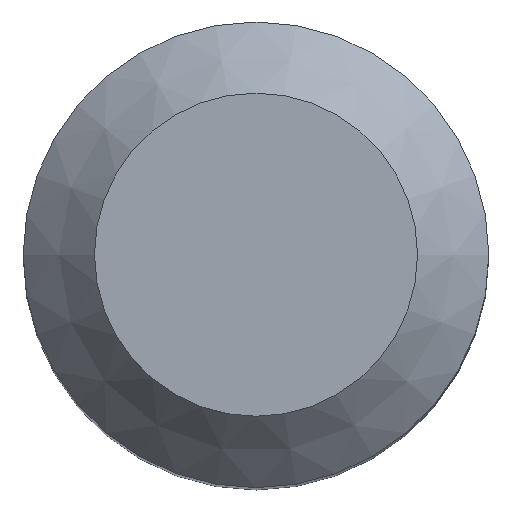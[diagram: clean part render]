
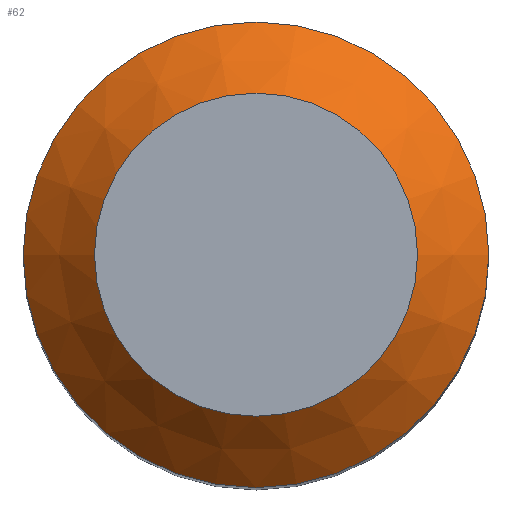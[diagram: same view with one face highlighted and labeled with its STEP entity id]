
A CAD part, top view. The second image highlights one B-rep face of the part: STEP entity #62.
In plain terms, the highlighted conical face has half-angle 45 degrees and reference radius 8 mm.
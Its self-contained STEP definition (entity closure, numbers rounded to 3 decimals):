
#45=CONICAL_SURFACE('',#208,8.,45.);
#62=ADVANCED_FACE('',(#78,#79),#45,.T.);
#78=FACE_BOUND('',#97,.T.);
#79=FACE_BOUND('',#98,.T.);
#97=EDGE_LOOP('',(#117));
#98=EDGE_LOOP('',(#118));
#117=ORIENTED_EDGE('',*,*,#145,.T.);
#118=ORIENTED_EDGE('',*,*,#146,.F.);
#134=VERTEX_POINT('',#309);
#135=VERTEX_POINT('',#312);
#145=EDGE_CURVE('',#134,#134,#155,.T.);
#146=EDGE_CURVE('',#135,#135,#156,.T.);
#155=CIRCLE('',#205,5.55);
#156=CIRCLE('',#207,8.);
#205=AXIS2_PLACEMENT_3D('',#308,#242,#243);
#207=AXIS2_PLACEMENT_3D('',#311,#246,#247);
#208=AXIS2_PLACEMENT_3D('',#313,#248,#249);
#242=DIRECTION('',(0.,0.,-1.));
#243=DIRECTION('',(1.,0.,0.));
#246=DIRECTION('',(0.,0.,-1.));
#247=DIRECTION('',(1.,0.,0.));
#248=DIRECTION('',(0.,0.,-1.));
#249=DIRECTION('',(1.,0.,0.));
#308=CARTESIAN_POINT('',(0.,0.,0.));
#309=CARTESIAN_POINT('',(5.55,0.,0.));
#311=CARTESIAN_POINT('',(0.,0.,-2.45));
#312=CARTESIAN_POINT('',(8.,0.,-2.45));
#313=CARTESIAN_POINT('',(0.,0.,-2.45));
